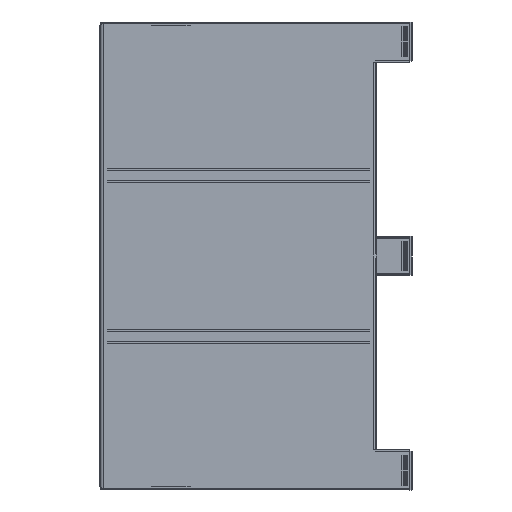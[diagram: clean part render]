
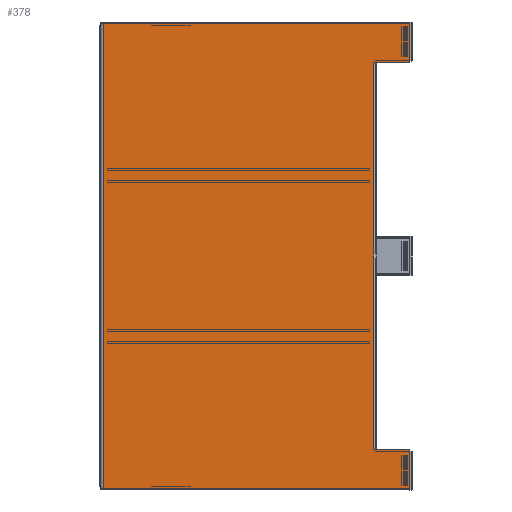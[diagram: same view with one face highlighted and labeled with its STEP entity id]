
A CAD part, left-side view. The second image highlights one B-rep face of the part: STEP entity #378.
In plain terms, the highlighted planar face has unit normal (-1, 0, 0).
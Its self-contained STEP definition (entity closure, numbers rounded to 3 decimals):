
#16 = PLANE ( 'NONE',  #7973 ) ;
#29 = VECTOR ( 'NONE', #1496, 1000. ) ;
#51 = CARTESIAN_POINT ( 'NONE',  ( 0., 100.5, -92. ) ) ;
#286 = EDGE_CURVE ( 'NONE', #5804, #8583, #6241, .T. ) ;
#323 = CARTESIAN_POINT ( 'NONE',  ( 0., 99.5, -92. ) ) ;
#340 = ORIENTED_EDGE ( 'NONE', *, *, #6171, .T. ) ;
#378 = ADVANCED_FACE ( 'NONE', ( #2767 ), #16, .T. ) ;
#479 = EDGE_CURVE ( 'NONE', #3925, #1447, #3036, .T. ) ;
#590 = CARTESIAN_POINT ( 'NONE',  ( 0., 1193., -786. ) ) ;
#597 = EDGE_CURVE ( 'NONE', #8583, #3925, #7354, .T. ) ;
#680 = DIRECTION ( 'NONE',  ( 0., 0., -1. ) ) ;
#783 = VERTEX_POINT ( 'NONE', #51 ) ;
#874 = DIRECTION ( 'NONE',  ( 0., -1., 0. ) ) ;
#931 = VECTOR ( 'NONE', #6125, 1000. ) ;
#1101 = ORIENTED_EDGE ( 'NONE', *, *, #4592, .T. ) ;
#1149 = EDGE_LOOP ( 'NONE', ( #1101, #340, #1412, #6626, #5861, #5175, #1838, #4443, #6539, #6167 ) ) ;
#1191 = VECTOR ( 'NONE', #6360, 1000. ) ;
#1357 = DIRECTION ( 'NONE',  ( 0., 0., -1. ) ) ;
#1412 = ORIENTED_EDGE ( 'NONE', *, *, #3418, .F. ) ;
#1447 = VERTEX_POINT ( 'NONE', #5900 ) ;
#1496 = DIRECTION ( 'NONE',  ( 0., 1., 0. ) ) ;
#1838 = ORIENTED_EDGE ( 'NONE', *, *, #2324, .T. ) ;
#1865 = EDGE_CURVE ( 'NONE', #2077, #783, #5019, .T. ) ;
#1968 = CARTESIAN_POINT ( 'NONE',  ( 0., 1093.5, 0. ) ) ;
#2077 = VERTEX_POINT ( 'NONE', #323 ) ;
#2324 = EDGE_CURVE ( 'NONE', #783, #1447, #4386, .T. ) ;
#2334 = CARTESIAN_POINT ( 'NONE',  ( 0., 99.5, -92. ) ) ;
#2525 = VERTEX_POINT ( 'NONE', #5186 ) ;
#2641 = CARTESIAN_POINT ( 'NONE',  ( 0., 99.5, 0. ) ) ;
#2767 = FACE_OUTER_BOUND ( 'NONE', #1149, .T. ) ;
#3036 = LINE ( 'NONE', #4404, #5683 ) ;
#3234 = VECTOR ( 'NONE', #5376, 1000. ) ;
#3418 = EDGE_CURVE ( 'NONE', #2525, #5147, #8844, .T. ) ;
#3441 = DIRECTION ( 'NONE',  ( 0., 0., 1. ) ) ;
#3575 = VECTOR ( 'NONE', #3441, 1000. ) ;
#3925 = VERTEX_POINT ( 'NONE', #8328 ) ;
#4170 = DIRECTION ( 'NONE',  ( 0., 0., 1. ) ) ;
#4216 = EDGE_CURVE ( 'NONE', #8450, #2525, #6848, .T. ) ;
#4217 = LINE ( 'NONE', #7053, #5253 ) ;
#4386 = LINE ( 'NONE', #2334, #1191 ) ;
#4404 = CARTESIAN_POINT ( 'NONE',  ( 0., 1093.5, -92. ) ) ;
#4443 = ORIENTED_EDGE ( 'NONE', *, *, #479, .F. ) ;
#4592 = EDGE_CURVE ( 'NONE', #5804, #4634, #8891, .T. ) ;
#4634 = VERTEX_POINT ( 'NONE', #590 ) ;
#4642 = CARTESIAN_POINT ( 'NONE',  ( 0., 99.5, 0. ) ) ;
#4849 = CARTESIAN_POINT ( 'NONE',  ( 0., 1193., 0. ) ) ;
#4891 = CARTESIAN_POINT ( 'NONE',  ( 0., 1193., 0. ) ) ;
#5019 = LINE ( 'NONE', #7724, #29 ) ;
#5079 = CARTESIAN_POINT ( 'NONE',  ( 0., 1193., 0. ) ) ;
#5147 = VERTEX_POINT ( 'NONE', #7571 ) ;
#5175 = ORIENTED_EDGE ( 'NONE', *, *, #1865, .T. ) ;
#5186 = CARTESIAN_POINT ( 'NONE',  ( 0., 0., 0. ) ) ;
#5253 = VECTOR ( 'NONE', #874, 1000. ) ;
#5376 = DIRECTION ( 'NONE',  ( 0., 0., -1. ) ) ;
#5445 = CARTESIAN_POINT ( 'NONE',  ( 0., 1193., 0. ) ) ;
#5683 = VECTOR ( 'NONE', #7814, 1000. ) ;
#5804 = VERTEX_POINT ( 'NONE', #5079 ) ;
#5861 = ORIENTED_EDGE ( 'NONE', *, *, #7315, .F. ) ;
#5900 = CARTESIAN_POINT ( 'NONE',  ( 0., 1092.5, -92. ) ) ;
#6125 = DIRECTION ( 'NONE',  ( 0., -1., 0. ) ) ;
#6167 = ORIENTED_EDGE ( 'NONE', *, *, #286, .F. ) ;
#6171 = EDGE_CURVE ( 'NONE', #4634, #5147, #4217, .T. ) ;
#6241 = LINE ( 'NONE', #4849, #6243 ) ;
#6243 = VECTOR ( 'NONE', #7588, 1000. ) ;
#6360 = DIRECTION ( 'NONE',  ( 0., 1., 0. ) ) ;
#6539 = ORIENTED_EDGE ( 'NONE', *, *, #597, .F. ) ;
#6626 = ORIENTED_EDGE ( 'NONE', *, *, #4216, .F. ) ;
#6705 = VECTOR ( 'NONE', #1357, 1000. ) ;
#6735 = CARTESIAN_POINT ( 'NONE',  ( 0., 1093.5, 0. ) ) ;
#6812 = VECTOR ( 'NONE', #680, 1000. ) ;
#6842 = LINE ( 'NONE', #2641, #3575 ) ;
#6848 = LINE ( 'NONE', #5445, #931 ) ;
#7053 = CARTESIAN_POINT ( 'NONE',  ( 0., 1193., -786. ) ) ;
#7315 = EDGE_CURVE ( 'NONE', #2077, #8450, #6842, .T. ) ;
#7354 = LINE ( 'NONE', #6735, #3234 ) ;
#7571 = CARTESIAN_POINT ( 'NONE',  ( 0., 0., -786. ) ) ;
#7588 = DIRECTION ( 'NONE',  ( 0., -1., 0. ) ) ;
#7619 = CARTESIAN_POINT ( 'NONE',  ( 0., 0., 0. ) ) ;
#7631 = DIRECTION ( 'NONE',  ( -1., 0., 0. ) ) ;
#7724 = CARTESIAN_POINT ( 'NONE',  ( 0., 99.5, -92. ) ) ;
#7814 = DIRECTION ( 'NONE',  ( 0., -1., 0. ) ) ;
#7973 = AXIS2_PLACEMENT_3D ( 'NONE', #4891, #7631, #4170 ) ;
#8328 = CARTESIAN_POINT ( 'NONE',  ( 0., 1093.5, -92. ) ) ;
#8337 = CARTESIAN_POINT ( 'NONE',  ( 0., 1193., 0. ) ) ;
#8450 = VERTEX_POINT ( 'NONE', #4642 ) ;
#8583 = VERTEX_POINT ( 'NONE', #1968 ) ;
#8844 = LINE ( 'NONE', #7619, #6705 ) ;
#8891 = LINE ( 'NONE', #8337, #6812 ) ;
